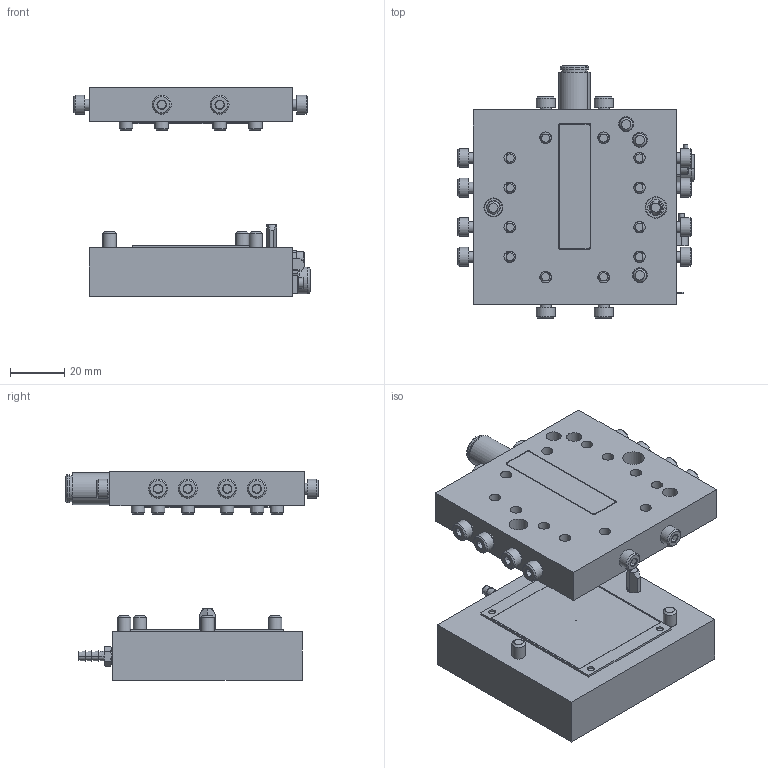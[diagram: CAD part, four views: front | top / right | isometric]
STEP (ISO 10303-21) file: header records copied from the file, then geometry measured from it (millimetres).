
FILE_DESCRIPTION(/* description */ (''),/* implementation_level */ '2;1');
FILE_NAME(/* name */ 'F10161932--_1-ASSY_ CMS2 ETL_ 16X16 SENSOR SUB-ASSY TO Al-N GLUING ASSY.stp',/* time_stamp */ '2021-08-27T12:06:50-05:00',/* author */ (''),/* organization */ (''),/* preprocessor_version */ 'ST-DEVELOPER v16',/* originating_system */ 'SIEMENS PLM Software NX 11.0',/* authorisation */ '');
FILE_SCHEMA (('AUTOMOTIVE_DESIGN { 1 0 10303 214 3 1 1 1 }'));
Products named in the file (25): F10161762--_1-MODULE_ CMS2 ETL_ PIXEL SENSOR 16X16; F10161763--_1-MODULE_ CMS2 ETL_ PIXEL SENSOR READOUT CHIP 16X16; FC0016121--_1-WASHER_M2-2.2x5x0.25_SS18-8; FC0005854--_1-SHCS_M3x.5x6LGxFT_SS18-8; FC0005836--_1-SHCS_M2x.4x6LGxFT_SS18-8; F10140725--_1-RTD_ SCREW MOUNT_ OMEGA-RTD-830; F10140726--_1-THERMAL CUTOFF_ CANTHERM B12A-U294; F10125024--_1-HEATER_ ASTROSKIP_ 1_8_DIA CARTRIDGE HEATER _TEMPCO P_N
 HDC30883_; F10149976--_1-DOWEL PIN_ 4.95MM DIA TOOL STEEL ROD Lg _16MM _McM_2900
A299_; FC0043164--_1-FITTING_ BARBED ADAPTER_ 1_8 ID TUBE TO _10-32; FC0067387--_1-DIAMOND LOCATING PIN 6MM DIA HEAD; F10109316--_1-MODULE_ CMS2 ETL_ ALN SUBSTRATE; FC0073750--_1-FITTING_ 1_4IN TUBE PUSH CONNECT TO 10-32 THD_ MCMASTER
-5779K246; FC0067034--_1-STRAIGHT DRILL BUSHING_ ID 6MM_ HT 5MM_ MISUMI JBAUC 6-
5; FC0067035--_1-STRAIGHT DRILL BUSHING_ ID 5MM_ HT 5MM_ MISUMI JBAUC 5-
5; F10161930--_1-FIXTURE_ CMS2 ETL_ 16X16 FIXTURE VACUUM BACKPLATE; FC0005872--_1-SHCS_M4x.7x10LGxFT_SS18-8; FC0005874--_1-SHCS_M4x.7x14LGxFT_SS18-8; F10161929--_1-PIN_ CMS2 ETL_ 16X16 FIXTURE ALIGNMENT PIN; F10161928--_1-FIXTURE_ CMS2 ETL_ 16X16 SENSOR SUB-ASSY ALIGNMENT FIXT
URE; F10112322--_1-MODULE_ CMS2 ETL_ READOUT CHIP MOUNTING FILM; F10148123--_1-FIXTURE_ CMS2 ETL_ AL-N BASE HOLDING FIXTURE_MODELNX-AR
RAGMNTArrangement 1; F10161766--_1-MODULE_ CMS2 ETL_ FULL SENSOR ASSY 16X16_MODEL; F10161931--_1-ASSY_ CMS2 ETL_ 16X16 SENSOR-SUB ASSY ALIGNMENT FIXTURE
 ASSY_NX-ARRAGMNTBefore assy; F10161932--_1-ASSY_ CMS2 ETL_ 16X16 SENSOR SUB-ASSY TO Al-N GLUING AS
SY
Assembly tree (54 placements, depth 4):
  F10161932--_1-ASSY_ CMS2 ETL_ 16X16 SENSOR SUB-ASSY TO Al-N GLUING AS
SY
    F10161931--_1-ASSY_ CMS2 ETL_ 16X16 SENSOR-SUB ASSY ALIGNMENT FIXTURE
 ASSY_NX-ARRAGMNTBefore assy
      F10161928--_1-FIXTURE_ CMS2 ETL_ 16X16 SENSOR SUB-ASSY ALIGNMENT FIXT
URE
      F10161766--_1-MODULE_ CMS2 ETL_ FULL SENSOR ASSY 16X16_MODEL
        F10161763--_1-MODULE_ CMS2 ETL_ PIXEL SENSOR READOUT CHIP 16X16  x4
        F10161762--_1-MODULE_ CMS2 ETL_ PIXEL SENSOR 16X16  x4
      F10161929--_1-PIN_ CMS2 ETL_ 16X16 FIXTURE ALIGNMENT PIN  x12
      FC0005874--_1-SHCS_M4x.7x14LGxFT_SS18-8  x8
      FC0005872--_1-SHCS_M4x.7x10LGxFT_SS18-8  x4
      F10161930--_1-FIXTURE_ CMS2 ETL_ 16X16 FIXTURE VACUUM BACKPLATE
      FC0067035--_1-STRAIGHT DRILL BUSHING_ ID 5MM_ HT 5MM_ MISUMI JBAUC 5-
5
      FC0067034--_1-STRAIGHT DRILL BUSHING_ ID 6MM_ HT 5MM_ MISUMI JBAUC 6-
5
      FC0073750--_1-FITTING_ 1_4IN TUBE PUSH CONNECT TO 10-32 THD_ MCMASTER
-5779K246
    F10148123--_1-FIXTURE_ CMS2 ETL_ AL-N BASE HOLDING FIXTURE_MODELNX-AR
RAGMNTArrangement 1
      F10109316--_1-MODULE_ CMS2 ETL_ ALN SUBSTRATE
      FC0067387--_1-DIAMOND LOCATING PIN 6MM DIA HEAD
      FC0043164--_1-FITTING_ BARBED ADAPTER_ 1_8 ID TUBE TO _10-32
      F10149976--_1-DOWEL PIN_ 4.95MM DIA TOOL STEEL ROD Lg _16MM _McM_2900
A299_  x4
      F10125024--_1-HEATER_ ASTROSKIP_ 1_8_DIA CARTRIDGE HEATER _TEMPCO P_N
 HDC30883_
      F10140726--_1-THERMAL CUTOFF_ CANTHERM B12A-U294
      F10140725--_1-RTD_ SCREW MOUNT_ OMEGA-RTD-830
      FC0005836--_1-SHCS_M2x.4x6LGxFT_SS18-8
      FC0005854--_1-SHCS_M3x.5x6LGxFT_SS18-8
      FC0016121--_1-WASHER_M2-2.2x5x0.25_SS18-8
    F10112322--_1-MODULE_ CMS2 ETL_ READOUT CHIP MOUNTING FILM
Bounding box: 87.2 x 93.11 x 77.14 mm (x, y, z)
Volume: 168388.1 mm3; surface area: 86782.9 mm2
Topology: 108 solids, 108 shells, 1051 faces, 2142 edges, 1374 vertices
Faces by surface type: plane 612, cylinder 237, cone 190, torus 7, bspline 5
Full cylindrical faces by diameter (mm): 0.1 x1, 0.25 x32, 0.635 x2, 1.5 x2, 1.587 x5, 1.6 x1, 2 x2, 2.2 x1, 2.5 x5, 2.946 x1, 3 x1, 3.15 x1, 3.175 x1, 3.3 x12, 3.8 x1, 4 x24, 4.039 x2, 4.25 x12, 4.9 x4, 4.95 x4, 4.96 x1, 5 x14, 5.25 x12, 5.5 x4, 6 x1, 6.975 x1, 7 x13, 7.975 x1, 8 x1
Entity records: 24352 total; most frequent: CARTESIAN_POINT 6761, DIRECTION 2873, ORIENTED_EDGE 2588, EDGE_CURVE 1294, AXIS2_PLACEMENT_3D 1081, VERTEX_POINT 931, EDGE_LOOP 887, LINE 711
